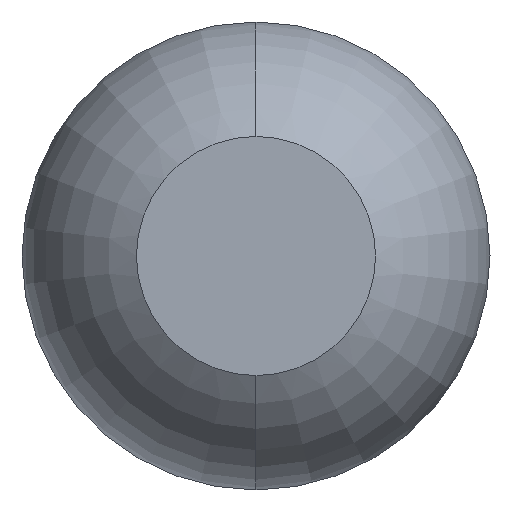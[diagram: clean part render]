
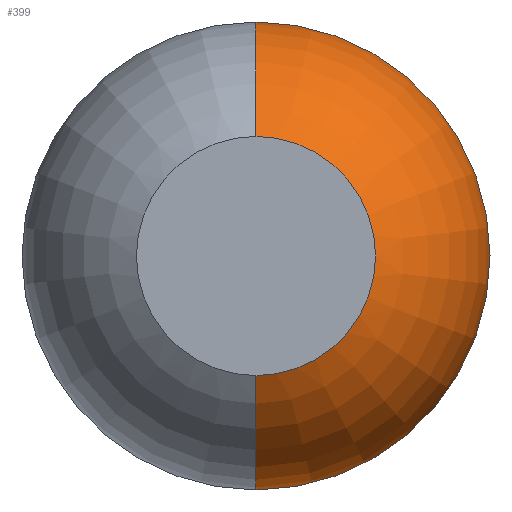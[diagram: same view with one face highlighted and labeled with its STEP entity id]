
A CAD part, front view. The second image highlights one B-rep face of the part: STEP entity #399.
In plain terms, the highlighted toroidal (fillet/blend) face has major radius 0.035 mm and minor radius 0.65 mm.
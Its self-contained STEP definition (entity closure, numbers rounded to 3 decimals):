
#119 = AXIS2_PLACEMENT_3D ( 'NONE', #3648, #2664, #2360 ) ;
#288 = EDGE_CURVE ( 'NONE', #3481, #3446, #2170, .T. ) ;
#399 = ADVANCED_FACE ( 'Defeature ausgef�hrt2_4', ( #3048 ), #1809, .T. ) ;
#639 = CARTESIAN_POINT ( 'NONE',  ( 0., -25., -0.35 ) ) ;
#779 = CARTESIAN_POINT ( 'NONE',  ( 0., -24.431, 0. ) ) ;
#818 = DIRECTION ( 'NONE',  ( 0., 0., -1. ) ) ;
#1028 = AXIS2_PLACEMENT_3D ( 'NONE', #2049, #2479, #818 ) ;
#1080 = CARTESIAN_POINT ( 'NONE',  ( 0., -24.431, -0.685 ) ) ;
#1216 = VERTEX_POINT ( 'NONE', #1424 ) ;
#1245 = DIRECTION ( 'NONE',  ( -1., 0., 0. ) ) ;
#1365 = ORIENTED_EDGE ( 'NONE', *, *, #2765, .T. ) ;
#1424 = CARTESIAN_POINT ( 'NONE',  ( 0., -24.431, 0.685 ) ) ;
#1759 = DIRECTION ( 'NONE',  ( 0., -1., 0. ) ) ;
#1800 = CIRCLE ( 'NONE', #3786, 0.685 ) ;
#1809 = TOROIDAL_SURFACE ( 'NONE', #2028, 0.035, 0.65 ) ;
#1827 = DIRECTION ( 'NONE',  ( 0., 0., -1. ) ) ;
#1882 = ORIENTED_EDGE ( 'NONE', *, *, #3016, .F. ) ;
#2028 = AXIS2_PLACEMENT_3D ( 'NONE', #4030, #1759, #3735 ) ;
#2049 = CARTESIAN_POINT ( 'NONE',  ( 0., -24.431, 0.035 ) ) ;
#2145 = ORIENTED_EDGE ( 'NONE', *, *, #288, .F. ) ;
#2170 = CIRCLE ( 'NONE', #3836, 0.65 ) ;
#2194 = VERTEX_POINT ( 'NONE', #2654 ) ;
#2274 = CARTESIAN_POINT ( 'NONE',  ( 0., -24.431, -0.035 ) ) ;
#2360 = DIRECTION ( 'NONE',  ( 0., 0., -1. ) ) ;
#2479 = DIRECTION ( 'NONE',  ( 1., 0., 0. ) ) ;
#2493 = DIRECTION ( 'NONE',  ( 0., -1., 0. ) ) ;
#2590 = DIRECTION ( 'NONE',  ( 0., 0., 1. ) ) ;
#2654 = CARTESIAN_POINT ( 'NONE',  ( 0., -25., 0.35 ) ) ;
#2664 = DIRECTION ( 'NONE',  ( 0., -1., 0. ) ) ;
#2765 = EDGE_CURVE ( 'Defeature ausgef�hrt2_4+Defeature ausgef�hrt2_5+Defeature ausgef�hrt2_5+Defeature ausgef�hrt2_5', #3481, #1216, #1800, .T. ) ;
#3016 = EDGE_CURVE ( 'Defeature ausgef�hrt2_14+Defeature ausgef�hrt2_4+Defeature ausgef�hrt2_4+Defeature ausgef�hrt2_4', #3446, #2194, #3503, .T. ) ;
#3048 = FACE_OUTER_BOUND ( 'NONE', #3294, .T. ) ;
#3099 = CIRCLE ( 'NONE', #1028, 0.65 ) ;
#3105 = EDGE_CURVE ( 'NONE', #1216, #2194, #3099, .T. ) ;
#3294 = EDGE_LOOP ( 'NONE', ( #1365, #3324, #1882, #2145 ) ) ;
#3324 = ORIENTED_EDGE ( 'NONE', *, *, #3105, .T. ) ;
#3446 = VERTEX_POINT ( 'NONE', #639 ) ;
#3481 = VERTEX_POINT ( 'NONE', #1080 ) ;
#3503 = CIRCLE ( 'NONE', #119, 0.35 ) ;
#3648 = CARTESIAN_POINT ( 'NONE',  ( 0., -25., 0. ) ) ;
#3735 = DIRECTION ( 'NONE',  ( 0., 0., -1. ) ) ;
#3786 = AXIS2_PLACEMENT_3D ( 'NONE', #779, #2493, #1827 ) ;
#3836 = AXIS2_PLACEMENT_3D ( 'NONE', #2274, #1245, #2590 ) ;
#4030 = CARTESIAN_POINT ( 'NONE',  ( 0., -24.431, 0. ) ) ;
